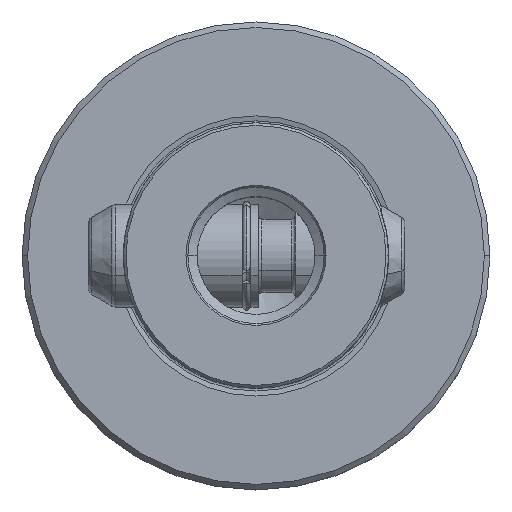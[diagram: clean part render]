
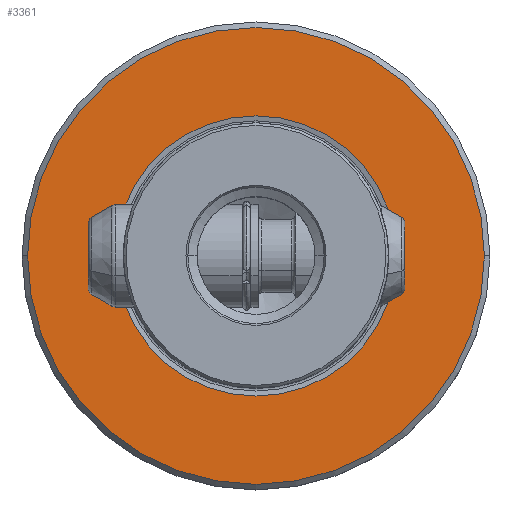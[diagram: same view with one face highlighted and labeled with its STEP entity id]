
A CAD part, top view. The second image highlights one B-rep face of the part: STEP entity #3361.
In plain terms, the highlighted planar face has unit normal (0, 0, 1).
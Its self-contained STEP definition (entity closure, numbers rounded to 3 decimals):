
#2085=EDGE_CURVE('NONE',#4365,#2539,#5851,.T.);
#2491=EDGE_CURVE('NONE',#4031,#5379,#6312,.F.);
#2539=VERTEX_POINT('NONE',#6367);
#2653=EDGE_CURVE('NONE',#2539,#4365,#6492,.T.);
#3361=ADVANCED_FACE('NONE',(#7264,#7265),#7266,.T.);
#3385=EDGE_CURVE('NONE',#5379,#4031,#7292,.T.);
#4031=VERTEX_POINT('NONE',#8010);
#4365=VERTEX_POINT('NONE',#8383);
#5379=VERTEX_POINT('NONE',#9495);
#5851=CIRCLE('',#10483,31.0);
#6312=CIRCLE('',#12680,19.012);
#6367=CARTESIAN_POINT('',(-31.0,0.,0.0));
#6492=CIRCLE('',#13028,31.0);
#7264=FACE_OUTER_BOUND('',#18762,.T.);
#7265=FACE_BOUND('',#18763,.T.);
#7266=PLANE('',#18764);
#7292=CIRCLE('',#18805,19.012);
#8010=CARTESIAN_POINT('',(-19.012,0.,0.0));
#8383=CARTESIAN_POINT('',(31.0,0.,0.0));
#9495=CARTESIAN_POINT('',(19.012,0.,0.0));
#10483=AXIS2_PLACEMENT_3D('',#43497,#43498,#43499);
#12680=AXIS2_PLACEMENT_3D('',#44067,#44068,#44069);
#13028=AXIS2_PLACEMENT_3D('',#44283,#44284,#44285);
#18762=EDGE_LOOP('',(#45130,#45131));
#18763=EDGE_LOOP('',(#45132,#45133));
#18764=AXIS2_PLACEMENT_3D('',#45134,#45135,#45136);
#18805=AXIS2_PLACEMENT_3D('',#45162,#45163,#45164);
#43497=CARTESIAN_POINT('',(0.0,0.0,0.0));
#43498=DIRECTION('',(0.0,0.0,-1.0));
#43499=DIRECTION('',(-1.0,0.,0.0));
#44067=CARTESIAN_POINT('',(0.0,0.0,0.0));
#44068=DIRECTION('',(0.0,0.0,-1.0));
#44069=DIRECTION('',(1.0,0.,0.0));
#44283=CARTESIAN_POINT('',(0.0,0.0,0.0));
#44284=DIRECTION('',(0.0,0.0,-1.0));
#44285=DIRECTION('',(-1.0,0.,0.0));
#45130=ORIENTED_EDGE('',*,*,#2653,.F.);
#45131=ORIENTED_EDGE('',*,*,#2085,.F.);
#45132=ORIENTED_EDGE('',*,*,#3385,.F.);
#45133=ORIENTED_EDGE('',*,*,#2491,.F.);
#45134=CARTESIAN_POINT('',(-18.0,0.0,0.0));
#45135=DIRECTION('',(-0.0,0.0,1.0));
#45136=DIRECTION('',(0.0,1.0,0.0));
#45162=CARTESIAN_POINT('',(0.0,0.0,0.0));
#45163=DIRECTION('',(-0.0,0.0,1.0));
#45164=DIRECTION('',(1.0,0.,0.0));
